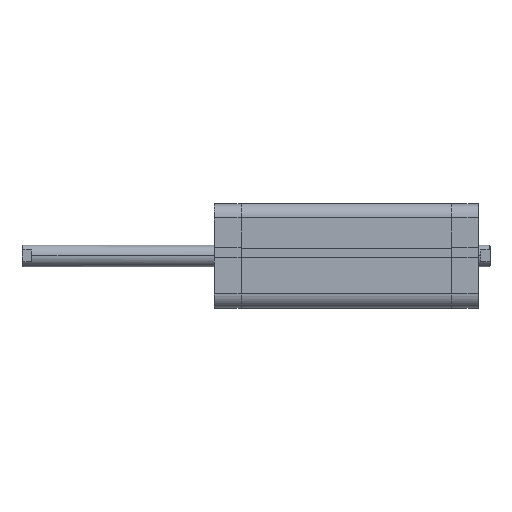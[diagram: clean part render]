
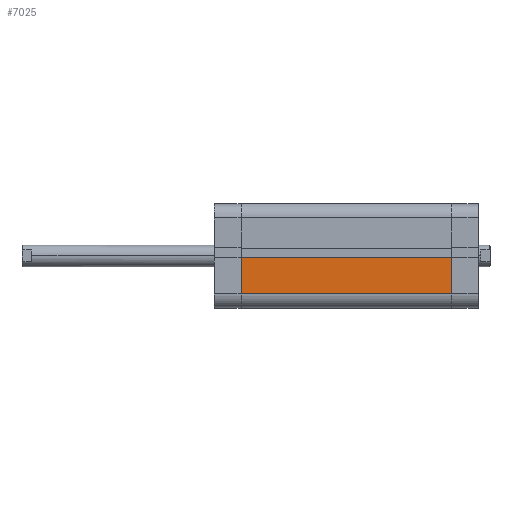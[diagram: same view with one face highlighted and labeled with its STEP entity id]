
A CAD part, top view. The second image highlights one B-rep face of the part: STEP entity #7025.
In plain terms, the highlighted face is planar.
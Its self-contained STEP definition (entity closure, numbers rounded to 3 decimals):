
#122 = EDGE_LOOP ( 'NONE', ( #344, #385, #249, #389 ) ) ;
#249 = ORIENTED_EDGE ( 'NONE', *, *, #6357, .T. ) ;
#344 = ORIENTED_EDGE ( 'NONE', *, *, #6349, .F. ) ;
#385 = ORIENTED_EDGE ( 'NONE', *, *, #6350, .F. ) ;
#389 = ORIENTED_EDGE ( 'NONE', *, *, #6353, .T. ) ;
#2597 = VERTEX_POINT ( 'NONE', #3140 ) ;
#2637 = VERTEX_POINT ( 'NONE', #3174 ) ;
#2710 = VERTEX_POINT ( 'NONE', #3238 ) ;
#2711 = VERTEX_POINT ( 'NONE', #3239 ) ;
#3140 = CARTESIAN_POINT ( 'NONE',  ( 29., 0.85, 0. ) ) ;
#3174 = CARTESIAN_POINT ( 'NONE',  ( 29., 0.85, 116.5 ) ) ;
#3238 = CARTESIAN_POINT ( 'NONE',  ( 29., 21., 0. ) ) ;
#3239 = CARTESIAN_POINT ( 'NONE',  ( 29., 21., 116.5 ) ) ;
#3903 = CARTESIAN_POINT ( 'NONE',  ( 29., -63.941, 0. ) ) ;
#3904 = DIRECTION ( 'NONE',  ( 0., -1., 0. ) ) ;
#3905 = CARTESIAN_POINT ( 'NONE',  ( 29., 21., 116.5 ) ) ;
#3906 = DIRECTION ( 'NONE',  ( 0., 0., -1. ) ) ;
#3911 = CARTESIAN_POINT ( 'NONE',  ( 29., -63.941, 116.5 ) ) ;
#3912 = CARTESIAN_POINT ( 'NONE',  ( 29., 0.85, 116.5 ) ) ;
#3913 = DIRECTION ( 'NONE',  ( 0., 0., -1. ) ) ;
#3922 = DIRECTION ( 'NONE',  ( 0., -1., 0. ) ) ;
#4521 = LINE ( 'NONE', #3903, #4522 ) ;
#4522 = VECTOR ( 'NONE', #3904, 1000. ) ;
#4523 = LINE ( 'NONE', #3905, #4524 ) ;
#4524 = VECTOR ( 'NONE', #3906, 1000. ) ;
#4529 = LINE ( 'NONE', #3912, #4530 ) ;
#4530 = VECTOR ( 'NONE', #3913, 1000. ) ;
#4533 = LINE ( 'NONE', #3911, #4537 ) ;
#4537 = VECTOR ( 'NONE', #3922, 1000. ) ;
#4855 = FACE_OUTER_BOUND ( 'NONE', #122, .T. ) ;
#5534 = CARTESIAN_POINT ( 'NONE',  ( 29., -63.941, 116.5 ) ) ;
#5535 = PLANE ( 'NONE',  #6711 ) ;
#5537 = DIRECTION ( 'NONE',  ( 1., 0., 0. ) ) ;
#5538 = DIRECTION ( 'NONE',  ( 0., 1., 0. ) ) ;
#6349 = EDGE_CURVE ( 'NONE', #2710, #2597, #4521, .T. ) ;
#6350 = EDGE_CURVE ( 'NONE', #2711, #2710, #4523, .T. ) ;
#6353 = EDGE_CURVE ( 'NONE', #2637, #2597, #4529, .T. ) ;
#6357 = EDGE_CURVE ( 'NONE', #2711, #2637, #4533, .T. ) ;
#6711 = AXIS2_PLACEMENT_3D ( 'NONE', #5534, #5537, #5538 ) ;
#7025 = ADVANCED_FACE ( 'NONE', ( #4855 ), #5535, .T. ) ;
